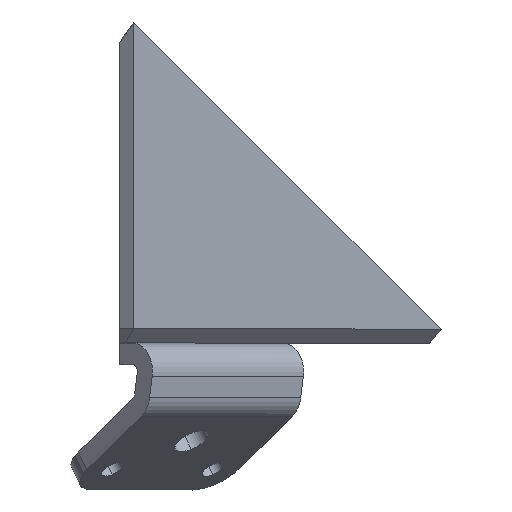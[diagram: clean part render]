
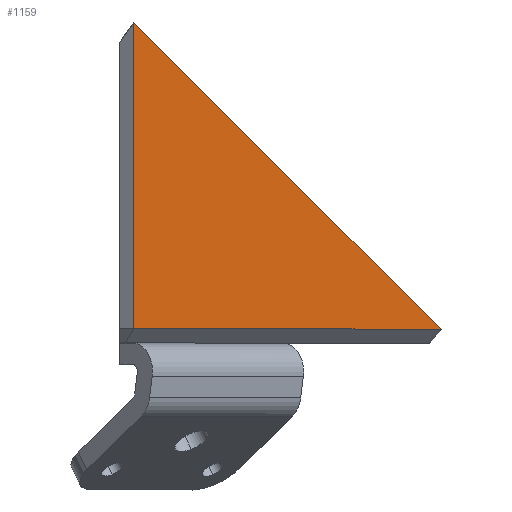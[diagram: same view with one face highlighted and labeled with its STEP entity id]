
A CAD part, top view. The second image highlights one B-rep face of the part: STEP entity #1159.
In plain terms, the highlighted planar face has unit normal (0, 0, 1).
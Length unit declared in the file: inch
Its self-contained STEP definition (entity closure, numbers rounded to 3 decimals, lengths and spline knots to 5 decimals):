
#13 = CARTESIAN_POINT ( 'NONE',  ( 0.09843, 1.7966, 0.09843 ) ) ;
#51 = ORIENTED_EDGE ( 'NONE', *, *, #907, .T. ) ;
#64 = FACE_OUTER_BOUND ( 'NONE', #692, .T. ) ;
#76 = DIRECTION ( 'NONE',  ( 0., 0., 1. ) ) ;
#183 = CARTESIAN_POINT ( 'NONE',  ( 0.84908, 0.84908, 0.09843 ) ) ;
#184 = CARTESIAN_POINT ( 'NONE',  ( 0.01969, 1.68524, 0.09843 ) ) ;
#189 = VECTOR ( 'NONE', #1316, 39.37008 ) ;
#220 = CARTESIAN_POINT ( 'NONE',  ( 1.7966, 0.09843, 0.09843 ) ) ;
#421 = CARTESIAN_POINT ( 'NONE',  ( 1.7966, 0.09843, 0.09843 ) ) ;
#465 = VECTOR ( 'NONE', #883, 39.37008 ) ;
#518 = DIRECTION ( 'NONE',  ( 1., 0., 0. ) ) ;
#589 = LINE ( 'NONE', #13, #1052 ) ;
#659 = VECTOR ( 'NONE', #672, 39.37008 ) ;
#672 = DIRECTION ( 'NONE',  ( -0.707, 0.707, 0. ) ) ;
#692 = EDGE_LOOP ( 'NONE', ( #1442, #51, #1056, #974 ) ) ;
#713 = LINE ( 'NONE', #937, #189 ) ;
#716 = EDGE_CURVE ( 'NONE', #1127, #1176, #1482, .T. ) ;
#748 = VERTEX_POINT ( 'NONE', #184 ) ;
#789 = LINE ( 'NONE', #220, #659 ) ;
#862 = PLANE ( 'NONE',  #1465 ) ;
#883 = DIRECTION ( 'NONE',  ( 1., 0., 0. ) ) ;
#907 = EDGE_CURVE ( 'NONE', #1176, #1025, #789, .T. ) ;
#937 = CARTESIAN_POINT ( 'NONE',  ( 0.01969, 0.84908, 0.09843 ) ) ;
#974 = ORIENTED_EDGE ( 'NONE', *, *, #1509, .T. ) ;
#1025 = VERTEX_POINT ( 'NONE', #1440 ) ;
#1052 = VECTOR ( 'NONE', #1374, 39.37008 ) ;
#1056 = ORIENTED_EDGE ( 'NONE', *, *, #1399, .T. ) ;
#1127 = VERTEX_POINT ( 'NONE', #1231 ) ;
#1159 = ADVANCED_FACE ( 'NONE', ( #64 ), #862, .T. ) ;
#1176 = VERTEX_POINT ( 'NONE', #421 ) ;
#1231 = CARTESIAN_POINT ( 'NONE',  ( 0.01969, 0.09843, 0.09843 ) ) ;
#1316 = DIRECTION ( 'NONE',  ( 0., -1., 0. ) ) ;
#1374 = DIRECTION ( 'NONE',  ( -0.577, -0.816, 0. ) ) ;
#1399 = EDGE_CURVE ( 'NONE', #1025, #748, #589, .T. ) ;
#1440 = CARTESIAN_POINT ( 'NONE',  ( 0.09843, 1.7966, 0.09843 ) ) ;
#1442 = ORIENTED_EDGE ( 'NONE', *, *, #716, .T. ) ;
#1465 = AXIS2_PLACEMENT_3D ( 'NONE', #183, #76, #518 ) ;
#1474 = CARTESIAN_POINT ( 'NONE',  ( 0.84908, 0.09843, 0.09843 ) ) ;
#1482 = LINE ( 'NONE', #1474, #465 ) ;
#1509 = EDGE_CURVE ( 'NONE', #748, #1127, #713, .T. ) ;
